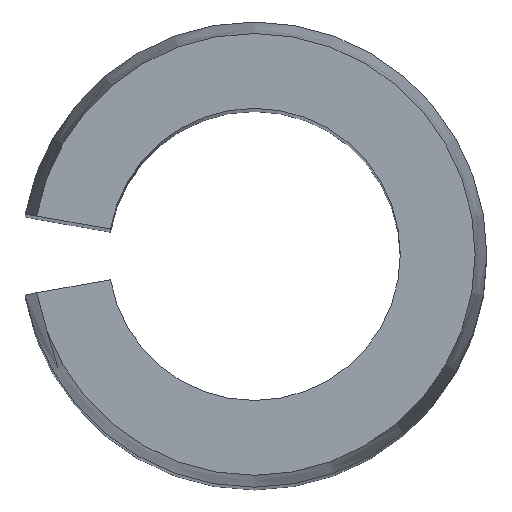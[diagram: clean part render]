
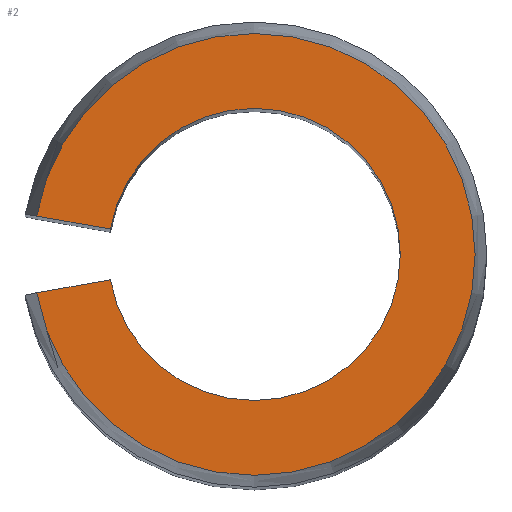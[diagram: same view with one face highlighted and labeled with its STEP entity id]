
A CAD part, top view. The second image highlights one B-rep face of the part: STEP entity #2.
In plain terms, the highlighted planar face has unit normal (0, 0, 1).
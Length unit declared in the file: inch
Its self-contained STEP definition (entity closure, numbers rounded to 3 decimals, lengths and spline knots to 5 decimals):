
#2 = ADVANCED_FACE ( 'NONE', ( #61 ), #60, .T. ) ;
#3 = EDGE_LOOP ( 'NONE', ( #15, #237, #238, #205 ) ) ;
#4 = VERTEX_POINT ( 'NONE', #59 ) ;
#15 = ORIENTED_EDGE ( 'NONE', *, *, #236, .F. ) ;
#28 = DIRECTION ( 'NONE',  ( 0.985, -0.174, 0. ) ) ;
#29 = VECTOR ( 'NONE', #28, 39.37008 ) ;
#30 = CARTESIAN_POINT ( 'NONE',  ( -0.12704, 0.0224, 0.5 ) ) ;
#31 = LINE ( 'NONE', #30, #29 ) ;
#55 = DIRECTION ( 'NONE',  ( 1., 0., 0. ) ) ;
#56 = DIRECTION ( 'NONE',  ( 0., 0., 1. ) ) ;
#57 = CARTESIAN_POINT ( 'NONE',  ( 0., 0., 0.5 ) ) ;
#58 = AXIS2_PLACEMENT_3D ( 'NONE', #57, #56, #55 ) ;
#59 = CARTESIAN_POINT ( 'NONE',  ( -0.12064, 0.02127, 0.5 ) ) ;
#60 = PLANE ( 'NONE',  #58 ) ;
#61 = FACE_OUTER_BOUND ( 'NONE', #3, .T. ) ;
#74 = EDGE_CURVE ( 'NONE', #4, #195, #31, .T. ) ;
#133 = CARTESIAN_POINT ( 'NONE',  ( -0.07977, -0.01407, 0.5 ) ) ;
#134 = DIRECTION ( 'NONE',  ( 1., 0., 0. ) ) ;
#135 = DIRECTION ( 'NONE',  ( 0., 0., -1. ) ) ;
#136 = CARTESIAN_POINT ( 'NONE',  ( 0., 0., 0.5 ) ) ;
#137 = AXIS2_PLACEMENT_3D ( 'NONE', #136, #135, #134 ) ;
#138 = CIRCLE ( 'NONE', #137, 0.081 ) ;
#139 = CARTESIAN_POINT ( 'NONE',  ( -0.07977, 0.01407, 0.5 ) ) ;
#145 = CARTESIAN_POINT ( 'NONE',  ( -0.12064, -0.02127, 0.5 ) ) ;
#150 = DIRECTION ( 'NONE',  ( -0.985, -0.174, 0. ) ) ;
#151 = VECTOR ( 'NONE', #150, 39.37008 ) ;
#152 = CARTESIAN_POINT ( 'NONE',  ( -0.07977, -0.01407, 0.5 ) ) ;
#153 = LINE ( 'NONE', #152, #151 ) ;
#195 = VERTEX_POINT ( 'NONE', #139 ) ;
#196 = EDGE_CURVE ( 'NONE', #195, #197, #138, .T. ) ;
#197 = VERTEX_POINT ( 'NONE', #133 ) ;
#205 = ORIENTED_EDGE ( 'NONE', *, *, #224, .T. ) ;
#224 = EDGE_CURVE ( 'NONE', #197, #229, #153, .T. ) ;
#229 = VERTEX_POINT ( 'NONE', #145 ) ;
#236 = EDGE_CURVE ( 'NONE', #4, #229, #252, .T. ) ;
#237 = ORIENTED_EDGE ( 'NONE', *, *, #74, .T. ) ;
#238 = ORIENTED_EDGE ( 'NONE', *, *, #196, .T. ) ;
#248 = DIRECTION ( 'NONE',  ( -1., 0., 0. ) ) ;
#249 = DIRECTION ( 'NONE',  ( 0., 0., -1. ) ) ;
#250 = CARTESIAN_POINT ( 'NONE',  ( 0., 0., 0.5 ) ) ;
#251 = AXIS2_PLACEMENT_3D ( 'NONE', #250, #249, #248 ) ;
#252 = CIRCLE ( 'NONE', #251, 0.1225 ) ;
